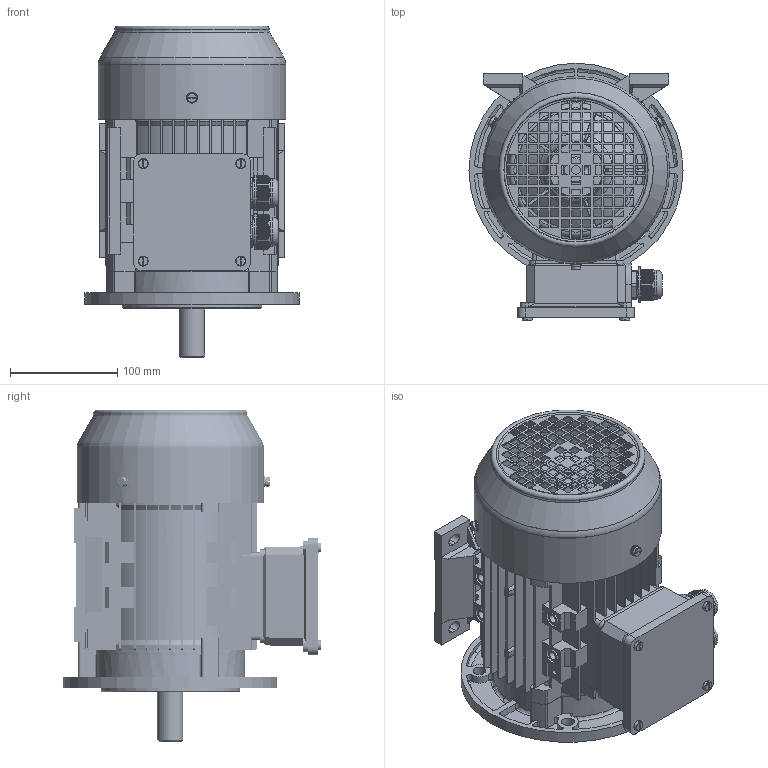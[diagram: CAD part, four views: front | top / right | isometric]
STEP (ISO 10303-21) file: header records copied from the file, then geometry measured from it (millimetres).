
FILE_DESCRIPTION(/* description */ (''),/* implementation_level */ '2;1');
FILE_NAME(/* name */ 'JL-90S-B35.stp',/* time_stamp */ '2018-12-30T14:29:22+08:00',/* author */ (''),/* organization */ (''),/* preprocessor_version */ 'ST-DEVELOPER v16.7',/* originating_system */ 'SIEMENS PLM Software NX 12.0',/* authorisation */ '');
FILE_SCHEMA (('AP203_CONFIGURATION_CONTROLLED_3D_DESIGN_OF_MECHANICAL_PARTS_AND_ASSEMBLIES_MIM_LF { 1 0 10303 403 2 1 2}'));
Products named in the file (1): JL-90S-B35
Bounding box: 200 x 240.5 x 310 mm (x, y, z)
Volume: 1429517.4 mm3; surface area: 870509.6 mm2
Topology: 51 solids, 51 shells, 4429 faces, 12469 edges, 8280 vertices
Faces by surface type: plane 2714, cylinder 1308, torus 202, cone 174, bspline 25, sphere 6
Full cylindrical faces by diameter (mm): 2 x4, 4 x13, 4.48 x8, 4.8 x4, 5 x22, 5.3 x4, 5.35 x3, 5.8 x14, 6 x12, 7 x9, 8 x17, 8.4 x1, 8.58 x4, 9 x4, 10 x7, 11 x15, 12 x12, 13 x4, 14.785 x4, 15 x4, 16 x12, 17.188 x2, 20.312 x4, 23 x1, 23.2 x1, 23.438 x10, 24 x3, 24.2 x2, 24.219 x12, 25 x30
Entity records: 153743 total; most frequent: CARTESIAN_POINT 43430, ORIENTED_EDGE 23400, DIRECTION 21507, EDGE_CURVE 11700, VERTEX_POINT 7963, AXIS2_PLACEMENT_3D 7310, LINE 6887, VECTOR 6887
